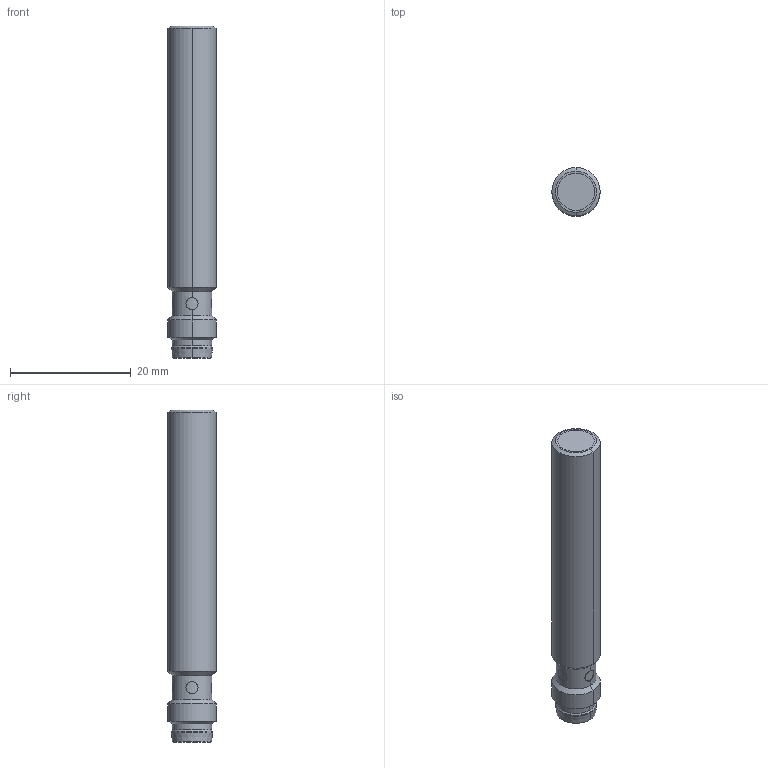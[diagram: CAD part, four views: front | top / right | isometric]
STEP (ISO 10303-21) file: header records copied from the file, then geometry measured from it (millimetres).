
FILE_DESCRIPTION((''),'2;1');
FILE_NAME('M8_LONG_FLUSH_PLUG_ASM','2018-05-23T',('Eric.Zhang'),(''),'PRO/ENGINEER BY PARAMETRIC TECHNOLOGY CORPORATION, 2007450','PRO/ENGINEER BY PARAMETRIC TECHNOLOGY CORPORATION, 2007450','');
FILE_SCHEMA(('AUTOMOTIVE_DESIGN_CC2 { 1 2 10303 214 -1 1 5 2 }'));
Length unit declared in the file: millimetre
Products named in the file (12): 84-016; 93-091; 28-503; 93-095; FERRITE_PIN; 15-063-125_ASM; M8_LONG_PLUG_FLUSH_PCB; 93-096; 84-018; CONNECOTR_M8_ASM; COMPOUND_LFP; M8_LONG_FLUSH_PLUG_ASM
Assembly tree (14 placements, depth 3):
  M8_LONG_FLUSH_PLUG_ASM
    84-016
    93-091
    15-063-125_ASM
      28-503
      93-095
      FERRITE_PIN  x2
    M8_LONG_PLUG_FLUSH_PCB
    CONNECOTR_M8_ASM
      93-096
      84-018  x3
    COMPOUND_LFP
Bounding box: 8 x 8 x 55 mm (x, y, z)
Volume: 2506.5 mm3; surface area: 5319.9 mm2
Topology: 16 solids, 16 shells, 348 faces, 872 edges, 563 vertices
Faces by surface type: plane 152, cylinder 144, bspline 24, cone 22, sphere 6
Entity records: 12130 total; most frequent: CARTESIAN_POINT 2759, DIRECTION 1728, ORIENTED_EDGE 1592, EDGE_CURVE 796, AXIS2_PLACEMENT_3D 644, VERTEX_POINT 517, VECTOR 440, LINE 440
